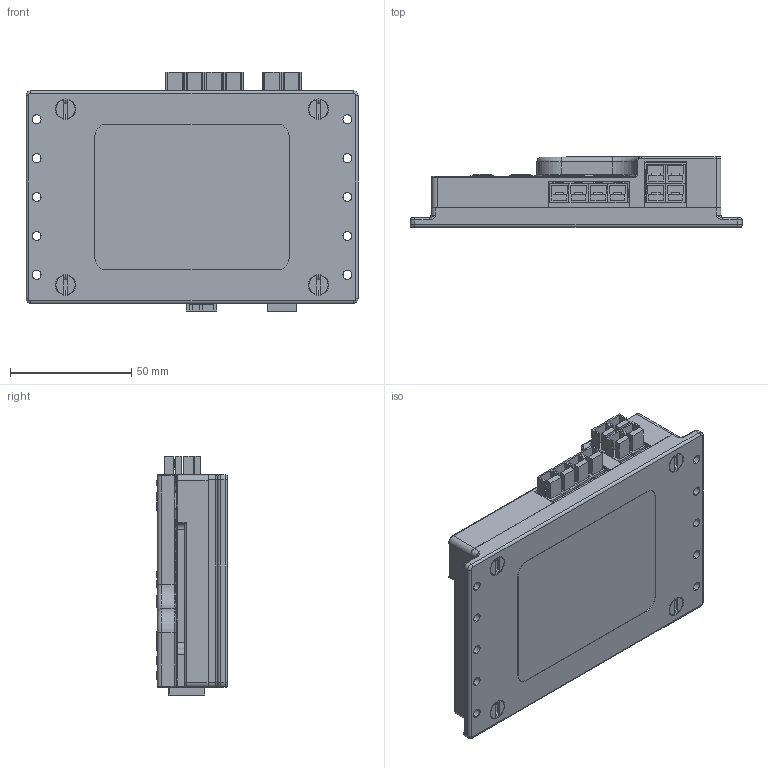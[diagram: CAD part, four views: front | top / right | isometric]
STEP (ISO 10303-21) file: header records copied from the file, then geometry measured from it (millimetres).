
FILE_DESCRIPTION (( 'STEP AP214' ), '1' );
FILE_NAME ('43000_TXM PRIZM.STEP', '2018-09-19T14:38:00', ( '' ), ( '' ), 'SwSTEP 2.0', 'SolidWorks 2016', '' );
FILE_SCHEMA (( 'AUTOMOTIVE_DESIGN' ));
Length unit declared in the file: millimetre
Products named in the file (1): 43000_TXM PRIZM
Bounding box: 136.7 x 29.2 x 98.73 mm (x, y, z)
Volume: 110481.7 mm3; surface area: 115698.3 mm2
Topology: 33 solids, 33 shells, 4770 faces, 12221 edges, 7940 vertices
Faces by surface type: plane 3111, cylinder 960, bspline 599, torus 76, cone 22, sphere 2
Entity records: 239312 total; most frequent: CARTESIAN_POINT 74691, ORIENTED_EDGE 24422, DIRECTION 20313, EDGE_CURVE 12211, VECTOR 9089, LINE 9089, VERTEX_POINT 7940, AXIS2_PLACEMENT_3D 5612
